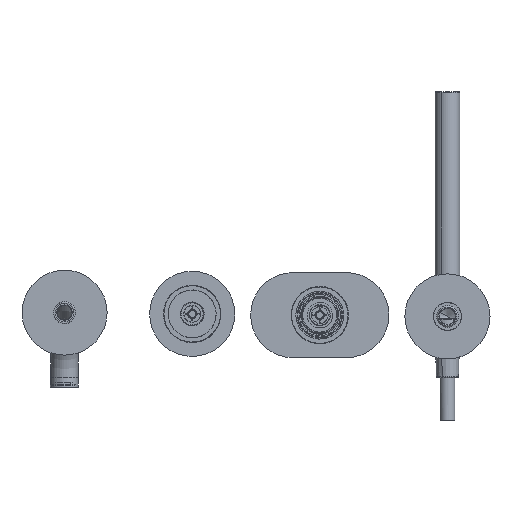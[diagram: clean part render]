
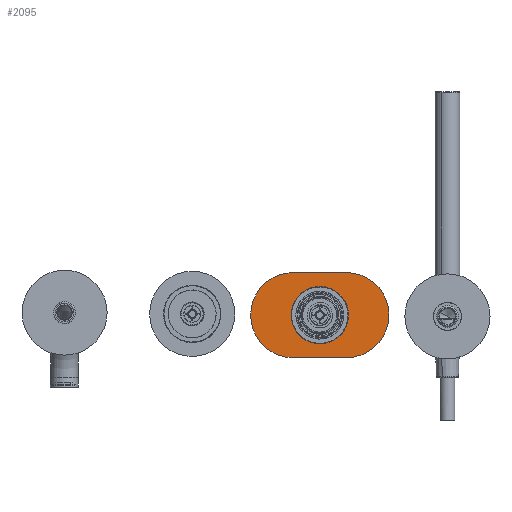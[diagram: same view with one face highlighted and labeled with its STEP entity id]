
A CAD part, front view. The second image highlights one B-rep face of the part: STEP entity #2095.
In plain terms, the highlighted planar face has unit normal (0, -1, 0).
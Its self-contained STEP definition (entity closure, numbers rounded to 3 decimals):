
#1892=CARTESIAN_POINT('Vertex',(-23.695,49.5,-12.944)) ;
#1897=CARTESIAN_POINT('Axis2P3D Location',(0.,49.5,0.)) ;
#1901=CARTESIAN_POINT('Vertex',(23.695,49.5,12.944)) ;
#1972=CARTESIAN_POINT('Axis2P3D Location',(0.,49.5,0.)) ;
#1993=CARTESIAN_POINT('Vertex',(25.,49.5,40.)) ;
#1996=CARTESIAN_POINT('Axis2P3D Location',(25.,49.5,0.)) ;
#2000=CARTESIAN_POINT('Vertex',(25.,49.5,-40.)) ;
#2020=CARTESIAN_POINT('Line Origine',(0.,49.5,-40.)) ;
#2024=CARTESIAN_POINT('Vertex',(-25.,49.5,-40.)) ;
#2044=CARTESIAN_POINT('Axis2P3D Location',(-25.,49.5,0.)) ;
#2048=CARTESIAN_POINT('Vertex',(-25.,49.5,40.)) ;
#2068=CARTESIAN_POINT('Line Origine',(0.,49.5,40.)) ;
#2080=CARTESIAN_POINT('Axis2P3D Location',(0.,49.5,0.)) ;
#2022=VECTOR('Line Direction',#2021,1.) ;
#2070=VECTOR('Line Direction',#2069,1.) ;
#1898=DIRECTION('Axis2P3D Direction',(0.,-1.,0.)) ;
#1973=DIRECTION('Axis2P3D Direction',(0.,-1.,0.)) ;
#1997=DIRECTION('Axis2P3D Direction',(0.,1.,-0.)) ;
#2021=DIRECTION('Vector Direction',(1.,0.,0.)) ;
#2045=DIRECTION('Axis2P3D Direction',(0.,1.,-0.)) ;
#2069=DIRECTION('Vector Direction',(-1.,0.,0.)) ;
#2081=DIRECTION('Axis2P3D Direction',(0.,1.,-0.)) ;
#2082=DIRECTION('Axis2P3D XDirection',(-1.,0.,0.)) ;
#1899=AXIS2_PLACEMENT_3D('Circle Axis2P3D',#1897,#1898,$) ;
#1974=AXIS2_PLACEMENT_3D('Circle Axis2P3D',#1972,#1973,$) ;
#1998=AXIS2_PLACEMENT_3D('Circle Axis2P3D',#1996,#1997,$) ;
#2046=AXIS2_PLACEMENT_3D('Circle Axis2P3D',#2044,#2045,$) ;
#2083=AXIS2_PLACEMENT_3D('Plane Axis2P3D',#2080,#2081,#2082) ;
#2023=LINE('Line',#2020,#2022) ;
#2071=LINE('Line',#2068,#2070) ;
#1900=CIRCLE('generated circle',#1899,27.) ;
#1975=CIRCLE('generated circle',#1974,27.) ;
#1999=CIRCLE('generated circle',#1998,40.) ;
#2047=CIRCLE('generated circle',#2046,40.) ;
#2084=PLANE('',#2083) ;
#2094=FACE_BOUND('',#2091,.T.) ;
#1903=EDGE_CURVE('',#1902,#1893,#1900,.F.) ;
#1976=EDGE_CURVE('',#1893,#1902,#1975,.F.) ;
#2002=EDGE_CURVE('',#1994,#2001,#1999,.T.) ;
#2026=EDGE_CURVE('',#2001,#2025,#2023,.F.) ;
#2050=EDGE_CURVE('',#2025,#2049,#2047,.T.) ;
#2072=EDGE_CURVE('',#2049,#1994,#2071,.F.) ;
#2086=ORIENTED_EDGE('',*,*,#2072,.F.) ;
#2087=ORIENTED_EDGE('',*,*,#2050,.F.) ;
#2088=ORIENTED_EDGE('',*,*,#2026,.F.) ;
#2089=ORIENTED_EDGE('',*,*,#2002,.F.) ;
#2092=ORIENTED_EDGE('',*,*,#1903,.T.) ;
#2093=ORIENTED_EDGE('',*,*,#1976,.T.) ;
#2085=EDGE_LOOP('',(#2086,#2087,#2088,#2089)) ;
#2091=EDGE_LOOP('',(#2092,#2093)) ;
#1893=VERTEX_POINT('',#1892) ;
#1902=VERTEX_POINT('',#1901) ;
#1994=VERTEX_POINT('',#1993) ;
#2001=VERTEX_POINT('',#2000) ;
#2025=VERTEX_POINT('',#2024) ;
#2049=VERTEX_POINT('',#2048) ;
#2095=ADVANCED_FACE('PR.0500.01_AllCATPart.1\\P46823.1\\PartBody',(#2090,#2094),#2084,.F.) ;
#2090=FACE_OUTER_BOUND('',#2085,.T.) ;
